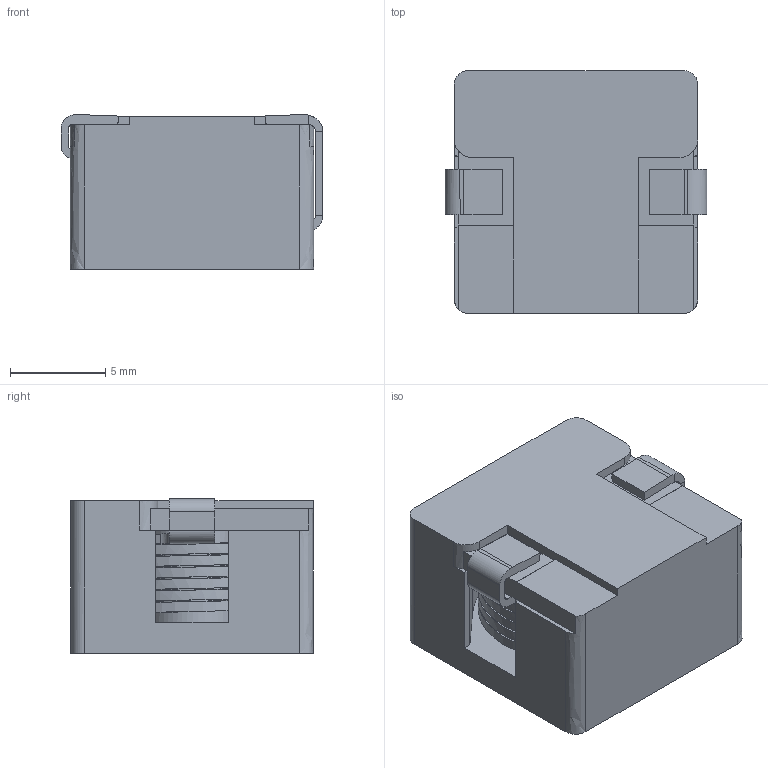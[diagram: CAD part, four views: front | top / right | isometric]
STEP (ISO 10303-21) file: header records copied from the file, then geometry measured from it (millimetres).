
FILE_DESCRIPTION(/* description */ ('Unknown'),/* implementation_level */ '2;1');
FILE_NAME(/* name */ 'HM73-60XXXLF',/* time_stamp */ '2021-12-28T12:08:32+08:00',/* author */ ('Unknown'),/* organization */ ('Unknown'),/* preprocessor_version */ 'ST-DEVELOPER v16.7',/* originating_system */ 'Solid Edge',/* authorisation */ 'Unknown');
FILE_SCHEMA (('AUTOMOTIVE_DESIGN {1 0 10303 214 3 1 1}'));
Length unit declared in the file: millimetre
Products named in the file (1): HM73-60XXXLF
Bounding box: 13.73 x 12.73 x 8.12 mm (x, y, z)
Volume: 1123.1 mm3; surface area: 2113.1 mm2
Topology: 2 solids, 2 shells, 228 faces, 602 edges, 392 vertices
Faces by surface type: plane 174, bspline 54
Entity records: 10295 total; most frequent: CARTESIAN_POINT 3725, ORIENTED_EDGE 1194, DIRECTION 710, EDGE_CURVE 597, VERTEX_POINT 392, LINE 360, VECTOR 360, EDGE_LOOP 255
